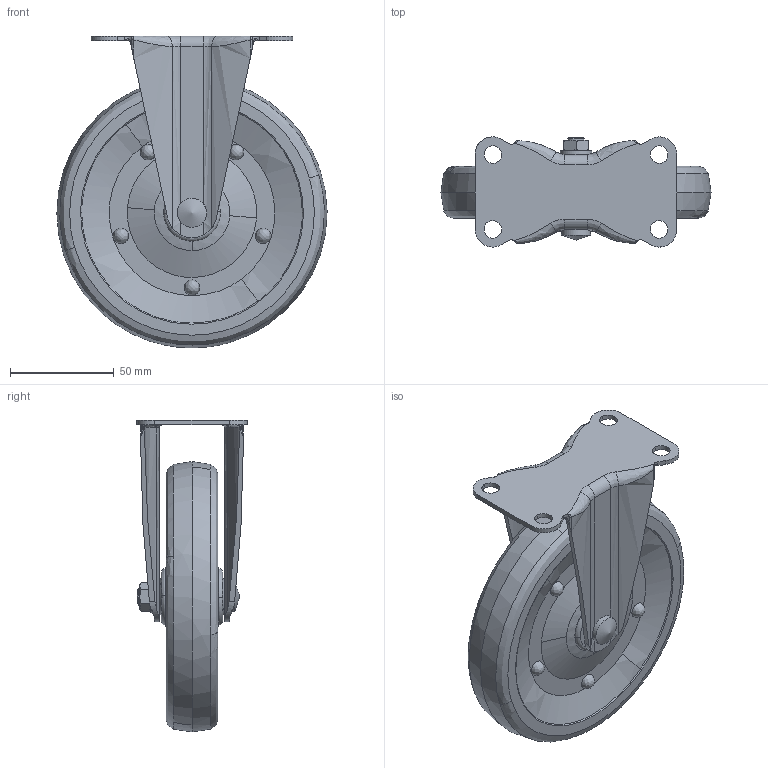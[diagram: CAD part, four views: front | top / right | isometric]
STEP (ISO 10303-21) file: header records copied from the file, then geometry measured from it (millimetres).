
FILE_DESCRIPTION((''),'2;1');
FILE_NAME('','2009-03-19T15:16:48',(''),(''),'','CADfix','');
FILE_SCHEMA(('AUTOMOTIVE_DESIGN { 1 0 10303 214 1 1 1 1 }'));
Length unit declared in the file: millimetre
Bounding box: 130 x 53 x 150 mm (x, y, z)
Volume: 305876.1 mm3; surface area: 63581.9 mm2
Topology: 3 solids, 3 shells, 198 faces, 584 edges, 406 vertices
Faces by surface type: bspline 198
Entity records: 9961 total; most frequent: CARTESIAN_POINT 6828, ORIENTED_EDGE 1152, EDGE_CURVE 576, VERTEX_POINT 406, EDGE_LOOP 234, FACE_OUTER_BOUND 198, ADVANCED_FACE 198, B_SPLINE_CURVE_WITH_KNOTS 130
